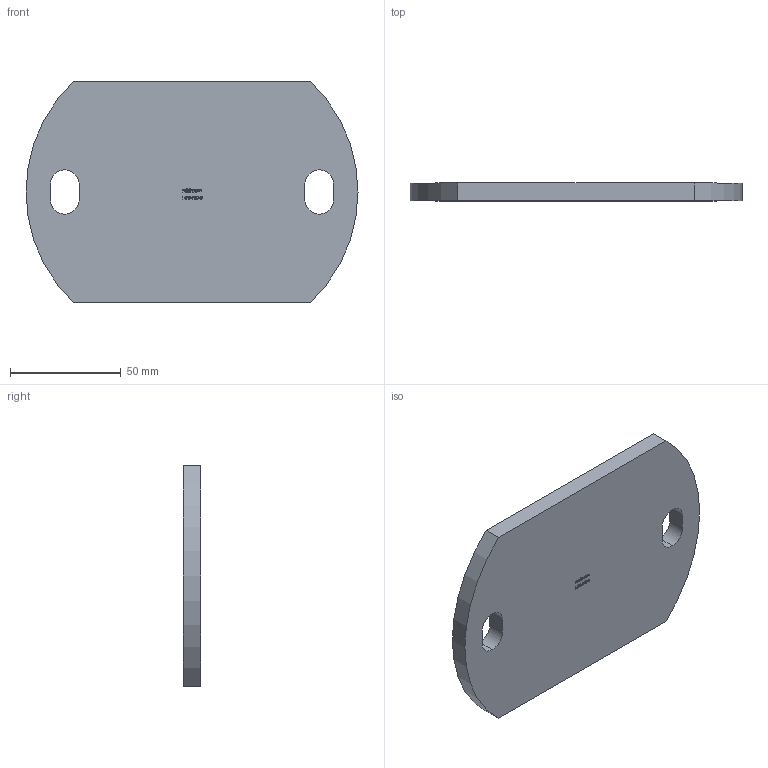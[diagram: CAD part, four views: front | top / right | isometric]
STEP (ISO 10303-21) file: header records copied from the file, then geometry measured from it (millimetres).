
FILE_DESCRIPTION (( 'STEP AP203' ), '1' );
FILE_NAME ('1423-240-8.step', '2020-10-22T11:43:10', ( '' ), ( '' ), 'SwSTEP 2.0', 'SolidWorks 2018', '' );
FILE_SCHEMA (( 'CONFIG_CONTROL_DESIGN' ));
Length unit declared in the file: millimetre
Products named in the file (2): 1423-240-8
Bounding box: 150 x 8 x 100 mm (x, y, z)
Volume: 105780 mm3; surface area: 30834.8 mm2
Topology: 1 solids, 1 shells, 251 faces, 669 edges, 446 vertices
Faces by surface type: plane 143, bspline 100, cylinder 8
Entity records: 13206 total; most frequent: CARTESIAN_POINT 7452, ORIENTED_EDGE 1338, DIRECTION 791, EDGE_CURVE 669, VECTOR 453, LINE 453, VERTEX_POINT 446, EDGE_LOOP 281
